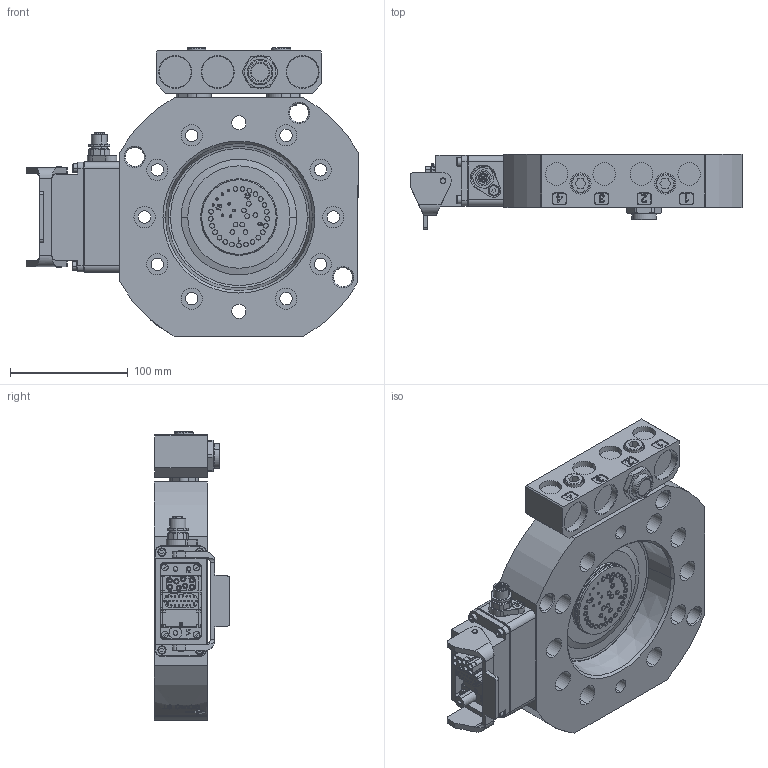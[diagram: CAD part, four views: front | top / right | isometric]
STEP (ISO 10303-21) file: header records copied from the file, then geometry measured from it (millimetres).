
FILE_DESCRIPTION (( 'STEP AP203' ), '1' );
FILE_NAME ('P0582.STEP', '2018-11-29T13:34:00', ( 'rsp' ), ( 'Hewlett-Packard Company' ), 'SwSTEP 2.0', 'SolidWorks 2017', '' );
FILE_SCHEMA (( 'CONFIG_CONTROL_DESIGN' ));
Length unit declared in the file: millimetre
Products named in the file (1): P0582
Bounding box: 281.6 x 64 x 244.5 mm (x, y, z)
Surface area: 356664.8 mm2 (no closed solid volume)
Topology: 0 solids, 79 shells, 3615 faces, 8909 edges, 5758 vertices
Faces by surface type: plane 1827, cylinder 1200, bspline 258, cone 243, torus 70, sphere 17
Entity records: 140568 total; most frequent: CARTESIAN_POINT 57494, ORIENTED_EDGE 17482, DIRECTION 15988, EDGE_CURVE 8801, VERTEX_POINT 5733, AXIS2_PLACEMENT_3D 5479, LINE 5030, VECTOR 5030
